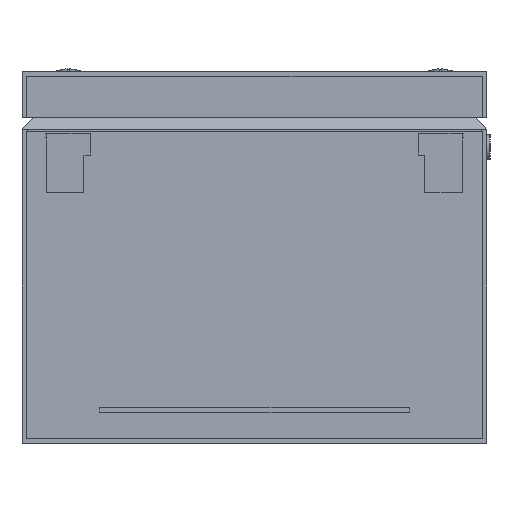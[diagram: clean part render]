
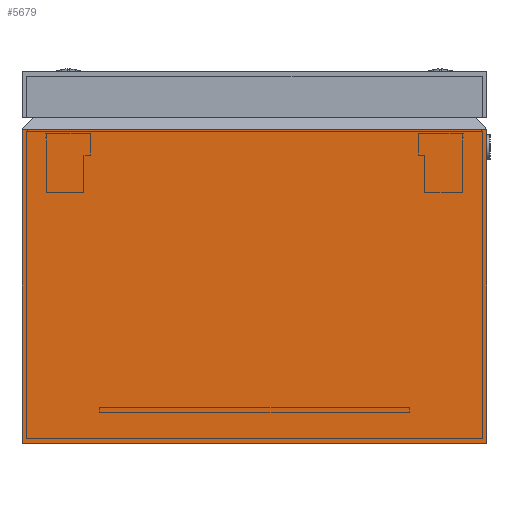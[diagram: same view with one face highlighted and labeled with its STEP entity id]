
A CAD part, left-side view. The second image highlights one B-rep face of the part: STEP entity #5679.
In plain terms, the highlighted planar face has unit normal (-1, 0, 0).
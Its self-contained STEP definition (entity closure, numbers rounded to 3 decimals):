
#2469 = LINE ( 'NONE', #2710, #8048 ) ;
#2635 = EDGE_CURVE ( 'NONE', #21603, #5476, #17455, .T. ) ;
#2710 = CARTESIAN_POINT ( 'NONE',  ( 0., 0., 0. ) ) ;
#2887 = ORIENTED_EDGE ( 'NONE', *, *, #21761, .F. ) ;
#3501 = DIRECTION ( 'NONE',  ( 0., 1., 0. ) ) ;
#4194 = DIRECTION ( 'NONE',  ( 0., 0., 1. ) ) ;
#4507 = AXIS2_PLACEMENT_3D ( 'NONE', #15386, #17080, #15498 ) ;
#5313 = EDGE_CURVE ( 'NONE', #16908, #12563, #2469, .T. ) ;
#5476 = VERTEX_POINT ( 'NONE', #7212 ) ;
#5679 = ADVANCED_FACE ( 'NONE', ( #13628 ), #8656, .T. ) ;
#7164 = CARTESIAN_POINT ( 'NONE',  ( 0., 0., 101.167 ) ) ;
#7212 = CARTESIAN_POINT ( 'NONE',  ( 0., 150., 101.167 ) ) ;
#8048 = VECTOR ( 'NONE', #4194, 1000. ) ;
#8656 = PLANE ( 'NONE',  #4507 ) ;
#10019 = CARTESIAN_POINT ( 'NONE',  ( 0., 0., 0. ) ) ;
#10769 = DIRECTION ( 'NONE',  ( 0., 1., 0. ) ) ;
#10934 = CARTESIAN_POINT ( 'NONE',  ( 0., 150., 0. ) ) ;
#11959 = CARTESIAN_POINT ( 'NONE',  ( 0., 0., 0. ) ) ;
#12362 = LINE ( 'NONE', #19332, #15481 ) ;
#12563 = VERTEX_POINT ( 'NONE', #7164 ) ;
#13492 = VECTOR ( 'NONE', #3501, 1000. ) ;
#13628 = FACE_OUTER_BOUND ( 'NONE', #18306, .T. ) ;
#14197 = CARTESIAN_POINT ( 'NONE',  ( 0., 150., 0. ) ) ;
#15386 = CARTESIAN_POINT ( 'NONE',  ( 0., 0., 0. ) ) ;
#15481 = VECTOR ( 'NONE', #10769, 1000. ) ;
#15498 = DIRECTION ( 'NONE',  ( 0., 0., 1. ) ) ;
#15859 = DIRECTION ( 'NONE',  ( 0., 0., 1. ) ) ;
#16499 = ORIENTED_EDGE ( 'NONE', *, *, #2635, .F. ) ;
#16526 = ORIENTED_EDGE ( 'NONE', *, *, #5313, .T. ) ;
#16873 = LINE ( 'NONE', #11959, #13492 ) ;
#16908 = VERTEX_POINT ( 'NONE', #10019 ) ;
#17080 = DIRECTION ( 'NONE',  ( -1., 0., 0. ) ) ;
#17455 = LINE ( 'NONE', #14197, #20316 ) ;
#18306 = EDGE_LOOP ( 'NONE', ( #19027, #16499, #2887, #16526 ) ) ;
#18367 = EDGE_CURVE ( 'NONE', #12563, #5476, #12362, .T. ) ;
#19027 = ORIENTED_EDGE ( 'NONE', *, *, #18367, .T. ) ;
#19332 = CARTESIAN_POINT ( 'NONE',  ( 0., 0., 101.167 ) ) ;
#20316 = VECTOR ( 'NONE', #15859, 1000. ) ;
#21603 = VERTEX_POINT ( 'NONE', #10934 ) ;
#21761 = EDGE_CURVE ( 'NONE', #16908, #21603, #16873, .T. ) ;
